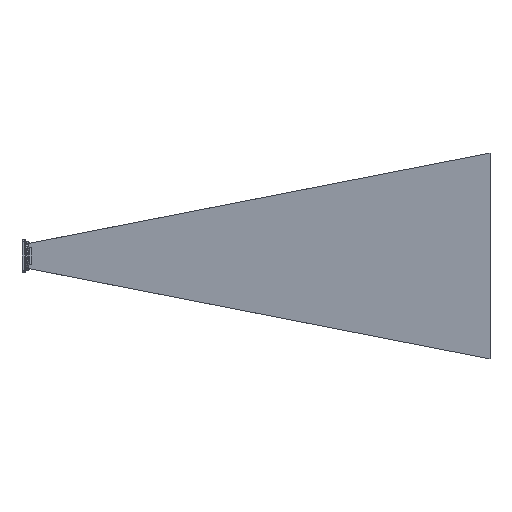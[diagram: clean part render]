
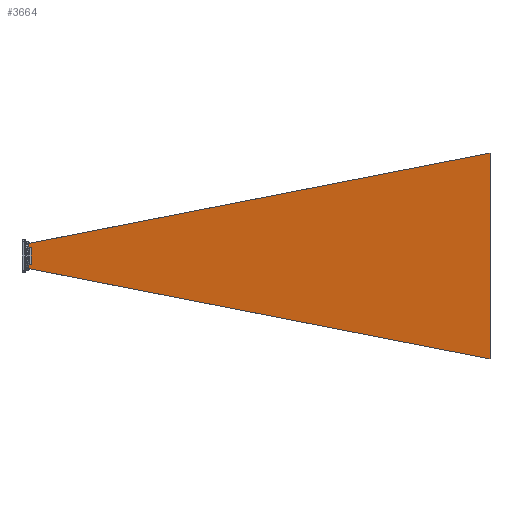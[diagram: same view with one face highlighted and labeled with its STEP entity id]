
A CAD part, front view. The second image highlights one B-rep face of the part: STEP entity #3664.
In plain terms, the highlighted planar face has unit normal (-0.148, -0.989, 0).
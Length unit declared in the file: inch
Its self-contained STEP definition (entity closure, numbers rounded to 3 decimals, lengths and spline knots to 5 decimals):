
#14 = VECTOR ( 'NONE', #2886, 39.37008 ) ;
#28 = VERTEX_POINT ( 'NONE', #2566 ) ;
#77 = ORIENTED_EDGE ( 'NONE', *, *, #2058, .T. ) ;
#232 = CARTESIAN_POINT ( 'NONE',  ( 0.30933, -0.31563, -0.59004 ) ) ;
#327 = ORIENTED_EDGE ( 'NONE', *, *, #3367, .F. ) ;
#356 = LINE ( 'NONE', #2171, #468 ) ;
#399 = EDGE_CURVE ( 'NONE', #1107, #3158, #4449, .T. ) ;
#416 = CARTESIAN_POINT ( 'NONE',  ( 0.3128, -0.31615, -0.56564 ) ) ;
#468 = VECTOR ( 'NONE', #4713, 39.37008 ) ;
#474 = DIRECTION ( 'NONE',  ( 0., 0., -1. ) ) ;
#590 = CARTESIAN_POINT ( 'NONE',  ( 0.30449, -0.3149, -0.60157 ) ) ;
#594 = FACE_OUTER_BOUND ( 'NONE', #3793, .T. ) ;
#681 = VECTOR ( 'NONE', #1395, 39.37008 ) ;
#688 = VECTOR ( 'NONE', #474, 39.37008 ) ;
#705 = LINE ( 'NONE', #2584, #3980 ) ;
#741 = ORIENTED_EDGE ( 'NONE', *, *, #3437, .T. ) ;
#761 = VERTEX_POINT ( 'NONE', #4154 ) ;
#774 = DIRECTION ( 'NONE',  ( 0., 0., -1. ) ) ;
#840 = VERTEX_POINT ( 'NONE', #1984 ) ;
#863 = VECTOR ( 'NONE', #1335, 39.37008 ) ;
#985 = DIRECTION ( 'NONE',  ( -0.989, 0.148, 0. ) ) ;
#1107 = VERTEX_POINT ( 'NONE', #416 ) ;
#1125 = CARTESIAN_POINT ( 'NONE',  ( 0.3128, -0.31615, 0. ) ) ;
#1320 = CARTESIAN_POINT ( 'NONE',  ( 0.3128, -0.31615, 0.56564 ) ) ;
#1335 = DIRECTION ( 'NONE',  ( 0., 0., -1. ) ) ;
#1354 = PLANE ( 'NONE',  #4665 ) ;
#1357 = ORIENTED_EDGE ( 'NONE', *, *, #2560, .T. ) ;
#1368 = VECTOR ( 'NONE', #3308, 39.37008 ) ;
#1370 = CARTESIAN_POINT ( 'NONE',  ( 22.5, -3.645, 4.945 ) ) ;
#1395 = DIRECTION ( 'NONE',  ( 0.989, -0.148, 0. ) ) ;
#1474 = CARTESIAN_POINT ( 'NONE',  ( 0.31207, -0.31604, 0.57815 ) ) ;
#1489 = EDGE_CURVE ( 'NONE', #2500, #761, #2991, .T. ) ;
#1537 = ORIENTED_EDGE ( 'NONE', *, *, #1489, .T. ) ;
#1554 = ORIENTED_EDGE ( 'NONE', *, *, #4393, .F. ) ;
#1666 = CARTESIAN_POINT ( 'NONE',  ( 0.3128, -0.31615, -0.57192 ) ) ;
#1690 = CARTESIAN_POINT ( 'NONE',  ( 0.3128, -0.31615, -0.56564 ) ) ;
#1785 = CARTESIAN_POINT ( 'NONE',  ( 0.3128, -0.31615, 0.56564 ) ) ;
#1807 = CARTESIAN_POINT ( 'NONE',  ( 0.4403, -0.33528, 0.4 ) ) ;
#1821 = EDGE_CURVE ( 'NONE', #3158, #28, #3933, .T. ) ;
#1948 = VERTEX_POINT ( 'NONE', #1807 ) ;
#1984 = CARTESIAN_POINT ( 'NONE',  ( 0.30449, -0.3149, 0.60157 ) ) ;
#2013 = CARTESIAN_POINT ( 'NONE',  ( 22.5, -3.645, 4.945 ) ) ;
#2058 = EDGE_CURVE ( 'NONE', #1948, #4398, #4102, .T. ) ;
#2097 = DIRECTION ( 'NONE',  ( 0.148, 0.989, 0. ) ) ;
#2100 = ORIENTED_EDGE ( 'NONE', *, *, #3887, .F. ) ;
#2132 = ORIENTED_EDGE ( 'NONE', *, *, #1821, .T. ) ;
#2169 = CARTESIAN_POINT ( 'NONE',  ( 0.30725, -0.31532, 0.59595 ) ) ;
#2171 = CARTESIAN_POINT ( 'NONE',  ( -0.0395, -0.26329, 0.4 ) ) ;
#2362 = VECTOR ( 'NONE', #2536, 39.37008 ) ;
#2383 = CARTESIAN_POINT ( 'NONE',  ( 0.30449, -0.3149, -0.60157 ) ) ;
#2414 = LINE ( 'NONE', #2013, #863 ) ;
#2447 = VERTEX_POINT ( 'NONE', #1370 ) ;
#2500 = VERTEX_POINT ( 'NONE', #1320 ) ;
#2536 = DIRECTION ( 'NONE',  ( 0., 0., -1. ) ) ;
#2560 = EDGE_CURVE ( 'NONE', #840, #2500, #3720, .T. ) ;
#2566 = CARTESIAN_POINT ( 'NONE',  ( 22.5, -3.645, -4.945 ) ) ;
#2584 = CARTESIAN_POINT ( 'NONE',  ( 0.3128, -0.31615, 0. ) ) ;
#2594 = CARTESIAN_POINT ( 'NONE',  ( 0.1585, -0.293, -0.573 ) ) ;
#2840 = ORIENTED_EDGE ( 'NONE', *, *, #399, .T. ) ;
#2843 = EDGE_CURVE ( 'NONE', #3247, #4398, #3234, .T. ) ;
#2871 = CARTESIAN_POINT ( 'NONE',  ( 0.4403, -0.33528, -0.4 ) ) ;
#2886 = DIRECTION ( 'NONE',  ( 0.971, -0.146, 0.19 ) ) ;
#2892 = CARTESIAN_POINT ( 'NONE',  ( 0.3093, -0.31562, 0.59013 ) ) ;
#2920 = CARTESIAN_POINT ( 'NONE',  ( 0.3128, -0.31615, 0.57192 ) ) ;
#2991 = LINE ( 'NONE', #1125, #2362 ) ;
#3121 = CARTESIAN_POINT ( 'NONE',  ( 0.30725, -0.31532, -0.59595 ) ) ;
#3158 = VERTEX_POINT ( 'NONE', #2383 ) ;
#3218 = CARTESIAN_POINT ( 'NONE',  ( 0.30449, -0.3149, 0.60157 ) ) ;
#3234 = LINE ( 'NONE', #4648, #681 ) ;
#3235 = CARTESIAN_POINT ( 'NONE',  ( 0.1585, -0.293, 0.573 ) ) ;
#3247 = VERTEX_POINT ( 'NONE', #3889 ) ;
#3308 = DIRECTION ( 'NONE',  ( 0.971, -0.146, -0.19 ) ) ;
#3367 = EDGE_CURVE ( 'NONE', #2447, #28, #2414, .T. ) ;
#3437 = EDGE_CURVE ( 'NONE', #3247, #1107, #705, .T. ) ;
#3576 = LINE ( 'NONE', #3235, #14 ) ;
#3664 = ADVANCED_FACE ( 'NONE', ( #594 ), #1354, .F. ) ;
#3720 = B_SPLINE_CURVE_WITH_KNOTS ( 'NONE', 3,
 ( #3218, #2169, #2892, #1474, #2920, #1785 ),
 .UNSPECIFIED., .F., .F.,
 ( 4, 2, 4 ),
 ( 0., 0.00047, 0.00094 ),
 .UNSPECIFIED. ) ;
#3752 = CARTESIAN_POINT ( 'NONE',  ( 0.4403, -0.33528, 0. ) ) ;
#3793 = EDGE_LOOP ( 'NONE', ( #1554, #77, #3939, #741, #2840, #2132, #327, #2100, #1357, #1537 ) ) ;
#3860 = CARTESIAN_POINT ( 'NONE',  ( 0.31209, -0.31604, -0.57805 ) ) ;
#3887 = EDGE_CURVE ( 'NONE', #840, #2447, #3576, .T. ) ;
#3889 = CARTESIAN_POINT ( 'NONE',  ( 0.3128, -0.31615, -0.4 ) ) ;
#3933 = LINE ( 'NONE', #2594, #1368 ) ;
#3939 = ORIENTED_EDGE ( 'NONE', *, *, #2843, .F. ) ;
#3980 = VECTOR ( 'NONE', #774, 39.37008 ) ;
#4102 = LINE ( 'NONE', #3752, #688 ) ;
#4154 = CARTESIAN_POINT ( 'NONE',  ( 0.3128, -0.31615, 0.4 ) ) ;
#4197 = CARTESIAN_POINT ( 'NONE',  ( -0.0395, -0.26329, 0. ) ) ;
#4393 = EDGE_CURVE ( 'NONE', #1948, #761, #356, .T. ) ;
#4398 = VERTEX_POINT ( 'NONE', #2871 ) ;
#4449 = B_SPLINE_CURVE_WITH_KNOTS ( 'NONE', 3,
 ( #1690, #1666, #3860, #232, #3121, #590 ),
 .UNSPECIFIED., .F., .F.,
 ( 4, 2, 4 ),
 ( 0., 0.00047, 0.00094 ),
 .UNSPECIFIED. ) ;
#4648 = CARTESIAN_POINT ( 'NONE',  ( -0.0395, -0.26329, -0.4 ) ) ;
#4665 = AXIS2_PLACEMENT_3D ( 'NONE', #4197, #2097, #985 ) ;
#4713 = DIRECTION ( 'NONE',  ( -0.989, 0.148, 0. ) ) ;
